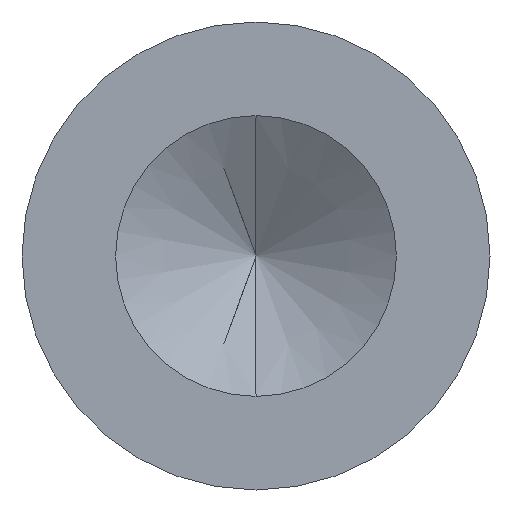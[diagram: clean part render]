
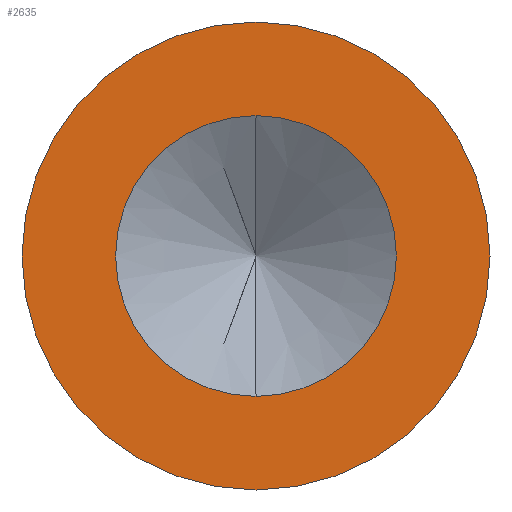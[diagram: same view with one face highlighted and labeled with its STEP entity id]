
A CAD part, front view. The second image highlights one B-rep face of the part: STEP entity #2635.
In plain terms, the highlighted planar face has unit normal (0, -1, 0).
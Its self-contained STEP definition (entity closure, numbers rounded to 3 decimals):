
#18 = DIRECTION ( 'NONE',  ( 0., -1., 0. ) ) ;
#130 = CIRCLE ( 'NONE', #2648, 0.25 ) ;
#157 = CARTESIAN_POINT ( 'NONE',  ( 0., 0., 0. ) ) ;
#235 = ORIENTED_EDGE ( 'NONE', *, *, #950, .F. ) ;
#263 = EDGE_LOOP ( 'NONE', ( #2254, #1893 ) ) ;
#283 = DIRECTION ( 'NONE',  ( 0., 0., -1. ) ) ;
#311 = VERTEX_POINT ( 'NONE', #2057 ) ;
#352 = DIRECTION ( 'NONE',  ( 0., 0., -1. ) ) ;
#420 = VERTEX_POINT ( 'NONE', #1630 ) ;
#613 = VERTEX_POINT ( 'NONE', #2891 ) ;
#755 = DIRECTION ( 'NONE',  ( 0., 0., -1. ) ) ;
#823 = EDGE_LOOP ( 'NONE', ( #235, #1636 ) ) ;
#950 = EDGE_CURVE ( 'Defeature ausgef�hrt2_8+Defeature ausgef�hrt2_0+Defeature ausgef�hrt2_0+Defeature ausgef�hrt2_0', #613, #2739, #2600, .T. ) ;
#956 = AXIS2_PLACEMENT_3D ( 'NONE', #2114, #2354, #283 ) ;
#1000 = CIRCLE ( 'NONE', #956, 0.25 ) ;
#1023 = CARTESIAN_POINT ( 'NONE',  ( 0., 0., 0.15 ) ) ;
#1168 = DIRECTION ( 'NONE',  ( 0., 0., -1. ) ) ;
#1187 = CARTESIAN_POINT ( 'NONE',  ( 0.25, 0., 0. ) ) ;
#1257 = FACE_OUTER_BOUND ( 'NONE', #263, .T. ) ;
#1287 = DIRECTION ( 'NONE',  ( 0., -1., 0. ) ) ;
#1295 = CIRCLE ( 'NONE', #1871, 0.15 ) ;
#1377 = EDGE_CURVE ( 'Defeature ausgef�hrt2_0+Defeature ausgef�hrt2_1+Defeature ausgef�hrt2_1+Defeature ausgef�hrt2_1', #311, #420, #1000, .T. ) ;
#1630 = CARTESIAN_POINT ( 'NONE',  ( 0., 0., 0.25 ) ) ;
#1636 = ORIENTED_EDGE ( 'NONE', *, *, #2315, .F. ) ;
#1871 = AXIS2_PLACEMENT_3D ( 'NONE', #2677, #1287, #352 ) ;
#1893 = ORIENTED_EDGE ( 'NONE', *, *, #2387, .T. ) ;
#2057 = CARTESIAN_POINT ( 'NONE',  ( 0., 0., -0.25 ) ) ;
#2114 = CARTESIAN_POINT ( 'NONE',  ( 0., 0., 0. ) ) ;
#2254 = ORIENTED_EDGE ( 'NONE', *, *, #1377, .T. ) ;
#2315 = EDGE_CURVE ( 'Defeature ausgef�hrt2_8+Defeature ausgef�hrt2_0+Defeature ausgef�hrt2_0+Defeature ausgef�hrt2_0', #2739, #613, #1295, .T. ) ;
#2333 = AXIS2_PLACEMENT_3D ( 'NONE', #2377, #2388, #755 ) ;
#2354 = DIRECTION ( 'NONE',  ( 0., -1., 0. ) ) ;
#2377 = CARTESIAN_POINT ( 'NONE',  ( 0., 0., 0. ) ) ;
#2387 = EDGE_CURVE ( 'Defeature ausgef�hrt2_0+Defeature ausgef�hrt2_1+Defeature ausgef�hrt2_1+Defeature ausgef�hrt2_1', #420, #311, #130, .T. ) ;
#2388 = DIRECTION ( 'NONE',  ( 0., -1., 0. ) ) ;
#2459 = AXIS2_PLACEMENT_3D ( 'NONE', #1187, #18, #1168 ) ;
#2532 = FACE_BOUND ( 'NONE', #823, .T. ) ;
#2600 = CIRCLE ( 'NONE', #2333, 0.15 ) ;
#2635 = ADVANCED_FACE ( 'Defeature ausgef�hrt2_0', ( #2532, #1257 ), #2808, .T. ) ;
#2648 = AXIS2_PLACEMENT_3D ( 'NONE', #157, #2697, #2969 ) ;
#2677 = CARTESIAN_POINT ( 'NONE',  ( 0., 0., 0. ) ) ;
#2697 = DIRECTION ( 'NONE',  ( 0., -1., 0. ) ) ;
#2739 = VERTEX_POINT ( 'NONE', #1023 ) ;
#2808 = PLANE ( 'NONE',  #2459 ) ;
#2891 = CARTESIAN_POINT ( 'NONE',  ( 0., 0., -0.15 ) ) ;
#2969 = DIRECTION ( 'NONE',  ( 0., 0., -1. ) ) ;
